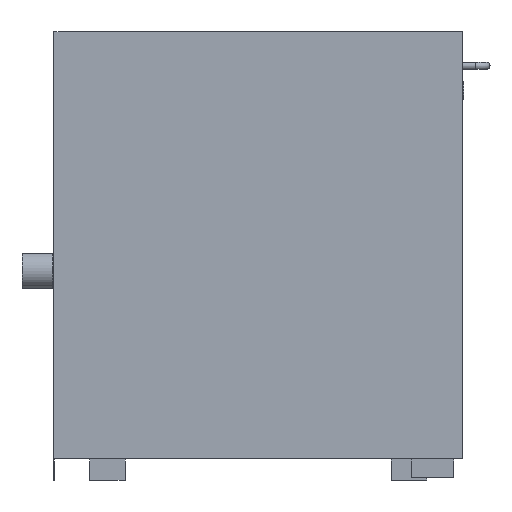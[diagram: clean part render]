
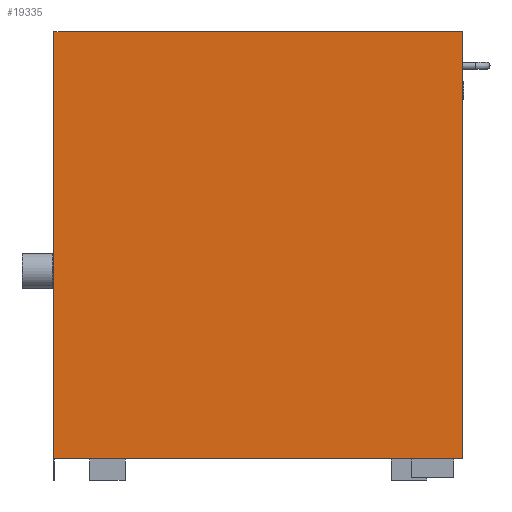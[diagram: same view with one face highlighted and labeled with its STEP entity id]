
A CAD part, left-side view. The second image highlights one B-rep face of the part: STEP entity #19335.
In plain terms, the highlighted planar face has unit normal (-1, 0, 0).
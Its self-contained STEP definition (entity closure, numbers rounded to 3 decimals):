
#2435=FACE_OUTER_BOUND('',#3513,.T.);
#3513=EDGE_LOOP('',(#13514,#13515,#13516,#13517,#13518,#13519));
#4771=LINE('',#25353,#6732);
#4773=LINE('',#25357,#6734);
#4868=LINE('',#25555,#6829);
#4920=LINE('',#25687,#6881);
#4921=LINE('',#25689,#6882);
#4922=LINE('',#25690,#6883);
#6732=VECTOR('',#21424,10.);
#6734=VECTOR('',#21428,10.);
#6829=VECTOR('',#21591,10.);
#6881=VECTOR('',#21725,10.);
#6882=VECTOR('',#21726,10.);
#6883=VECTOR('',#21727,10.);
#8691=VERTEX_POINT('',#25349);
#8692=VERTEX_POINT('',#25351);
#8693=VERTEX_POINT('',#25355);
#8762=VERTEX_POINT('',#25553);
#8801=VERTEX_POINT('',#25686);
#8802=VERTEX_POINT('',#25688);
#10519=EDGE_CURVE('',#8691,#8692,#4771,.T.);
#10521=EDGE_CURVE('',#8693,#8692,#4773,.T.);
#10618=EDGE_CURVE('',#8762,#8693,#4868,.T.);
#10678=EDGE_CURVE('',#8801,#8762,#4920,.T.);
#10679=EDGE_CURVE('',#8802,#8801,#4921,.T.);
#10680=EDGE_CURVE('',#8691,#8802,#4922,.T.);
#13514=ORIENTED_EDGE('',*,*,#10678,.F.);
#13515=ORIENTED_EDGE('',*,*,#10679,.F.);
#13516=ORIENTED_EDGE('',*,*,#10680,.F.);
#13517=ORIENTED_EDGE('',*,*,#10519,.T.);
#13518=ORIENTED_EDGE('',*,*,#10521,.F.);
#13519=ORIENTED_EDGE('',*,*,#10618,.F.);
#18630=PLANE('',#20506);
#19335=ADVANCED_FACE('',(#2435),#18630,.T.);
#20506=AXIS2_PLACEMENT_3D('',#25685,#21723,#21724);
#21424=DIRECTION('',(0.,-1.,0.));
#21428=DIRECTION('',(0.,0.,-1.));
#21591=DIRECTION('',(0.,1.,0.));
#21723=DIRECTION('center_axis',(-1.,0.,0.));
#21724=DIRECTION('ref_axis',(0.,-1.,0.));
#21725=DIRECTION('',(0.,0.,-1.));
#21726=DIRECTION('',(0.,-1.,0.));
#21727=DIRECTION('',(0.,0.,1.));
#25349=CARTESIAN_POINT('',(-701.,287.,-330.44));
#25351=CARTESIAN_POINT('',(-701.,286.9,-330.44));
#25353=CARTESIAN_POINT('',(-701.,287.,-330.44));
#25355=CARTESIAN_POINT('',(-701.,286.9,-300.44));
#25357=CARTESIAN_POINT('',(-701.,286.9,-330.44));
#25553=CARTESIAN_POINT('',(-701.,-287.,-300.44));
#25555=CARTESIAN_POINT('',(-701.,287.,-300.44));
#25685=CARTESIAN_POINT('Origin',(-701.,287.,0.));
#25686=CARTESIAN_POINT('',(-701.,-287.,300.44));
#25687=CARTESIAN_POINT('',(-701.,-287.,0.));
#25688=CARTESIAN_POINT('',(-701.,287.,300.44));
#25689=CARTESIAN_POINT('',(-701.,287.,300.44));
#25690=CARTESIAN_POINT('',(-701.,287.,0.));
